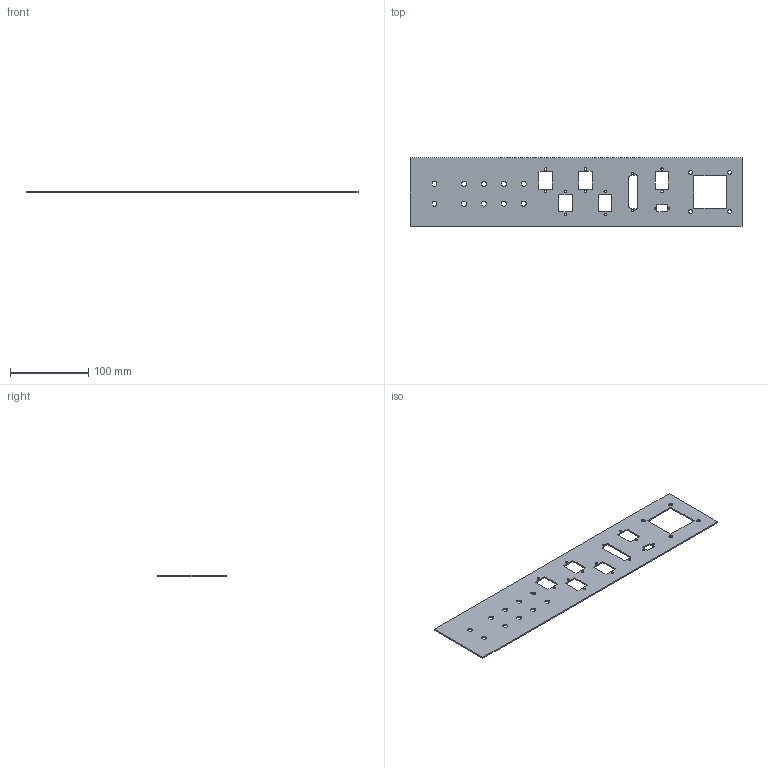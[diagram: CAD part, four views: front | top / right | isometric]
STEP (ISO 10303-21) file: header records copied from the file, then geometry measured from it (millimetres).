
FILE_DESCRIPTION(/* description */ (''),/* implementation_level */ '2;1');
FILE_NAME(/* name */ 'nmt_frontpanel.stp',/* time_stamp */ '2017-03-16T11:28:12-07:00',/* author */ ('Zara'),/* organization */ (''),/* preprocessor_version */ 'ST-DEVELOPER v16.5',/* originating_system */ 'Autodesk Inventor 2017',/* authorisation */ '');
FILE_SCHEMA (('AUTOMOTIVE_DESIGN { 1 0 10303 214 3 1 1 }'));
Length unit declared in the file: inch
Products named in the file (1): nmt_frontpanel
Bounding box: 424.94 x 88.14 x 1.65 mm (x, y, z)
Volume: 53807.5 mm3; surface area: 68727.7 mm2
Topology: 1 solids, 1 shells, 80 faces, 319 edges, 308 vertices
Faces by surface type: plane 48, cylinder 32
Full cylindrical faces by diameter (mm): 2.388 x2, 2.946 x2, 3.277 x10, 5.105 x4
Entity records: 3309 total; most frequent: CARTESIAN_POINT 654, DIRECTION 523, ORIENTED_EDGE 432, EDGE_CURVE 216, LINE 205, VECTOR 205, EDGE_LOOP 170, AXIS2_PLACEMENT_3D 159
